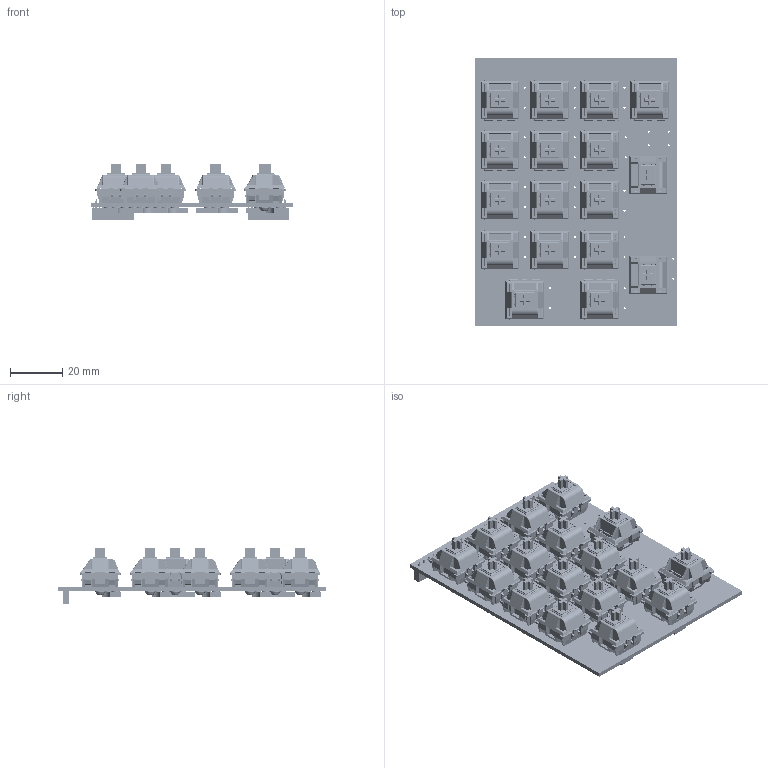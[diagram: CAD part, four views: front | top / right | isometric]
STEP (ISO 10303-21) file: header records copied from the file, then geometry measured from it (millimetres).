
FILE_DESCRIPTION (( 'STEP AP214' ), '1' );
FILE_NAME ('Ensamblaje1.STEP', '2022-03-08T14:26:48', ( '' ), ( '' ), 'SwSTEP 2.0', 'SolidWorks 2017', '' );
FILE_SCHEMA (( 'AUTOMOTIVE_DESIGN' ));
Length unit declared in the file: millimetre
Products named in the file (9): numPAD PCB; SOLID; Cherry Hot Swap; COMPOUND; Ensamblaje1; numPAD; zl305-6s_p2-54_l15-74_w2-5_h5; SOLID_2; asm_mx_asm_PLATE
Assembly tree (41 placements, depth 4):
  Ensamblaje1
    numPAD
      asm_mx_asm_PLATE  x17
        COMPOUND
      Cherry Hot Swap  x17
        SOLID
      zl305-6s_p2-54_l15-74_w2-5_h5  x2
        SOLID_2
      numPAD PCB
Bounding box: 77 x 102 x 21.64 mm (x, y, z)
Volume: 30852.9 mm3; surface area: 77293.8 mm2
Topology: 139 solids, 139 shells, 17382 faces, 46180 edges, 29320 vertices
Faces by surface type: plane 10745, cylinder 4886, bspline 731, torus 680, sphere 170, cone 170
Entity records: 58609 total; most frequent: CARTESIAN_POINT 17781, ORIENTED_EDGE 7478, DIRECTION 6969, EDGE_CURVE 3739, LINE 2587, VECTOR 2587, VERTEX_POINT 2401, AXIS2_PLACEMENT_3D 2191
